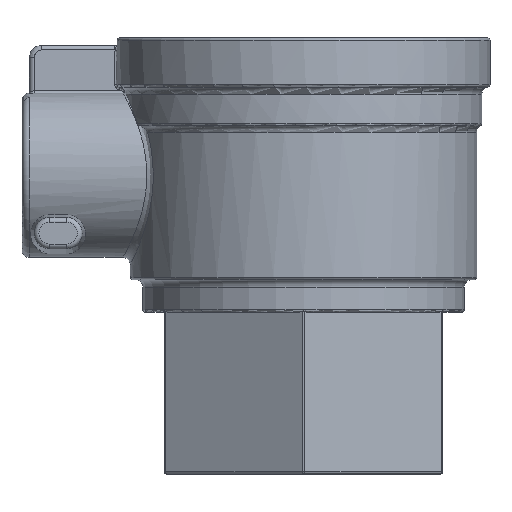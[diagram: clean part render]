
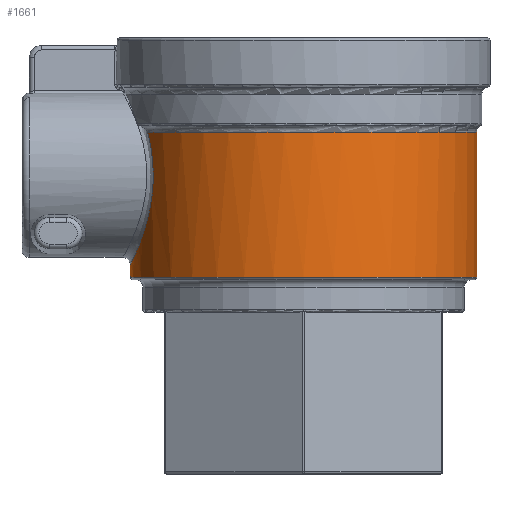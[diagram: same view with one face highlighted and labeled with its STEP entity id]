
A CAD part, left-side view. The second image highlights one B-rep face of the part: STEP entity #1661.
In plain terms, the highlighted cylindrical face has radius 17.65 mm (diameter 35.3 mm), a partial arc.
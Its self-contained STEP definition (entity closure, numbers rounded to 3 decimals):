
#40 = AXIS2_PLACEMENT_3D ( 'NONE', #648, #3579, #1413 ) ;
#86 = ORIENTED_EDGE ( 'NONE', *, *, #3907, .T. ) ;
#146 = EDGE_CURVE ( 'NONE', #4223, #4032, #4112, .T. ) ;
#304 = CARTESIAN_POINT ( 'NONE',  ( 0., 17.65, -13.94 ) ) ;
#306 = CARTESIAN_POINT ( 'NONE',  ( -3.785, 17.253, -8.266 ) ) ;
#341 = CARTESIAN_POINT ( 'NONE',  ( -8.634, 15.396, -1.691 ) ) ;
#412 = AXIS2_PLACEMENT_3D ( 'NONE', #1447, #4364, #2598 ) ;
#642 = CARTESIAN_POINT ( 'NONE',  ( -1.568, 17.585, -8.987 ) ) ;
#648 = CARTESIAN_POINT ( 'NONE',  ( 0., 0., -13.94 ) ) ;
#683 = CARTESIAN_POINT ( 'NONE',  ( -8.288, 15.584, 2.961 ) ) ;
#688 = VERTEX_POINT ( 'NONE', #4655 ) ;
#695 = CARTESIAN_POINT ( 'NONE',  ( -5.677, 16.715, -6.957 ) ) ;
#707 = CARTESIAN_POINT ( 'NONE',  ( -3.083, 17.395, -8.579 ) ) ;
#842 = ORIENTED_EDGE ( 'NONE', *, *, #862, .F. ) ;
#862 = EDGE_CURVE ( 'NONE', #688, #2251, #3291, .T. ) ;
#1032 = CARTESIAN_POINT ( 'NONE',  ( -7.677, 15.893, 4.384 ) ) ;
#1061 = CARTESIAN_POINT ( 'NONE',  ( -8.738, 15.335, 0.662 ) ) ;
#1062 = CYLINDRICAL_SURFACE ( 'NONE', #40, 17.65 ) ;
#1287 = EDGE_LOOP ( 'NONE', ( #842, #3603, #3909, #4316, #86 ) ) ;
#1343 = DIRECTION ( 'NONE',  ( 0., 0., -1. ) ) ;
#1386 = CARTESIAN_POINT ( 'NONE',  ( -1.956, 17.545, -8.903 ) ) ;
#1404 = CARTESIAN_POINT ( 'NONE',  ( -4.772, 16.996, -7.66 ) ) ;
#1413 = DIRECTION ( 'NONE',  ( 0., 1., 0. ) ) ;
#1429 = CARTESIAN_POINT ( 'NONE',  ( -8.652, 15.384, 1.44 ) ) ;
#1441 = CARTESIAN_POINT ( 'NONE',  ( -7.919, 15.775, -3.907 ) ) ;
#1447 = CARTESIAN_POINT ( 'NONE',  ( 0., 0., -10.38 ) ) ;
#1481 = CARTESIAN_POINT ( 'NONE',  ( 0., -17.65, -10.38 ) ) ;
#1661 = ADVANCED_FACE ( 'NONE', ( #2891 ), #1062, .T. ) ;
#1788 = CARTESIAN_POINT ( 'NONE',  ( -6.725, 16.32, -5.853 ) ) ;
#1832 = EDGE_CURVE ( 'NONE', #4032, #3633, #3109, .T. ) ;
#2179 = CARTESIAN_POINT ( 'NONE',  ( -7.178, 16.127, -5.237 ) ) ;
#2251 = VERTEX_POINT ( 'NONE', #1481 ) ;
#2318 = CARTESIAN_POINT ( 'NONE',  ( 0., 17.65, -10.38 ) ) ;
#2380 = CARTESIAN_POINT ( 'NONE',  ( 0., -17.65, -13.94 ) ) ;
#2394 = DIRECTION ( 'NONE',  ( 0., 0., -1. ) ) ;
#2524 = CARTESIAN_POINT ( 'NONE',  ( -7.383, 16.033, -4.917 ) ) ;
#2539 = CARTESIAN_POINT ( 'NONE',  ( -7.857, 15.806, 4.041 ) ) ;
#2598 = DIRECTION ( 'NONE',  ( 0., 1., 0. ) ) ;
#2620 = DIRECTION ( 'NONE',  ( 0., 0., -1. ) ) ;
#2757 = CIRCLE ( 'NONE', #3039, 17.65 ) ;
#2788 = CARTESIAN_POINT ( 'NONE',  ( 0., 0., 4.384 ) ) ;
#2851 = CARTESIAN_POINT ( 'NONE',  ( -8.334, 15.559, -2.817 ) ) ;
#2881 = CARTESIAN_POINT ( 'NONE',  ( -7.754, 15.857, -4.252 ) ) ;
#2891 = FACE_OUTER_BOUND ( 'NONE', #1287, .T. ) ;
#3039 = AXIS2_PLACEMENT_3D ( 'NONE', #2788, #1343, #4564 ) ;
#3109 = LINE ( 'NONE', #304, #4308 ) ;
#3193 = CARTESIAN_POINT ( 'NONE',  ( -0.391, 17.65, -9.125 ) ) ;
#3210 = CARTESIAN_POINT ( 'NONE',  ( -8.758, 15.324, 0.267 ) ) ;
#3239 = EDGE_CURVE ( 'NONE', #688, #4223, #2757, .T. ) ;
#3244 = CARTESIAN_POINT ( 'NONE',  ( -5.955, 16.617, -6.699 ) ) ;
#3256 = CARTESIAN_POINT ( 'NONE',  ( -6.479, 16.42, -6.148 ) ) ;
#3291 = LINE ( 'NONE', #2380, #3738 ) ;
#3575 = CARTESIAN_POINT ( 'NONE',  ( -8.741, 15.333, -0.921 ) ) ;
#3579 = DIRECTION ( 'NONE',  ( 0., 0., -1. ) ) ;
#3603 = ORIENTED_EDGE ( 'NONE', *, *, #3239, .T. ) ;
#3633 = VERTEX_POINT ( 'NONE', #2318 ) ;
#3738 = VECTOR ( 'NONE', #2394, 1000. ) ;
#3824 = CIRCLE ( 'NONE', #412, 17.65 ) ;
#3907 = EDGE_CURVE ( 'NONE', #3633, #2251, #3824, .T. ) ;
#3909 = ORIENTED_EDGE ( 'NONE', *, *, #146, .T. ) ;
#3918 = CARTESIAN_POINT ( 'NONE',  ( -8.209, 15.626, -3.19 ) ) ;
#3946 = CARTESIAN_POINT ( 'NONE',  ( -0.783, 17.637, -9.098 ) ) ;
#3951 = CARTESIAN_POINT ( 'NONE',  ( -7.677, 15.893, 4.384 ) ) ;
#3968 = CARTESIAN_POINT ( 'NONE',  ( -8.015, 15.726, 3.688 ) ) ;
#4032 = VERTEX_POINT ( 'NONE', #4064 ) ;
#4064 = CARTESIAN_POINT ( 'NONE',  ( 0., 17.65, -9.125 ) ) ;
#4112 = B_SPLINE_CURVE_WITH_KNOTS ( 'NONE', 3,
 ( #1032, #2539, #3968, #683, #4349, #4683, #1429, #1061, #3210, #3575, #341, #2851, #3918, #1441, #2881, #2524, #2179, #1788, #3256, #3244, #695, #4716, #1404, #306, #707, #1386, #642, #3946, #3193, #4285 ),
 .UNSPECIFIED., .F., .F.,
 ( 4, 2, 2, 2, 2, 2, 2, 2, 2, 2, 2, 2, 2, 2, 4 ),
 ( 0., 0.001, 0.002, 0.004, 0.005, 0.007, 0.008, 0.009, 0.011, 0.012, 0.013, 0.014, 0.017, 0.018, 0.019 ),
 .UNSPECIFIED. ) ;
#4223 = VERTEX_POINT ( 'NONE', #3951 ) ;
#4285 = CARTESIAN_POINT ( 'NONE',  ( 0., 17.65, -9.125 ) ) ;
#4308 = VECTOR ( 'NONE', #2620, 1000. ) ;
#4316 = ORIENTED_EDGE ( 'NONE', *, *, #1832, .T. ) ;
#4349 = CARTESIAN_POINT ( 'NONE',  ( -8.403, 15.522, 2.584 ) ) ;
#4364 = DIRECTION ( 'NONE',  ( 0., 0., 1. ) ) ;
#4564 = DIRECTION ( 'NONE',  ( 0., 1., 0. ) ) ;
#4655 = CARTESIAN_POINT ( 'NONE',  ( 0., -17.65, 4.384 ) ) ;
#4683 = CARTESIAN_POINT ( 'NONE',  ( -8.585, 15.422, 1.824 ) ) ;
#4716 = CARTESIAN_POINT ( 'NONE',  ( -5.086, 16.904, -7.437 ) ) ;
